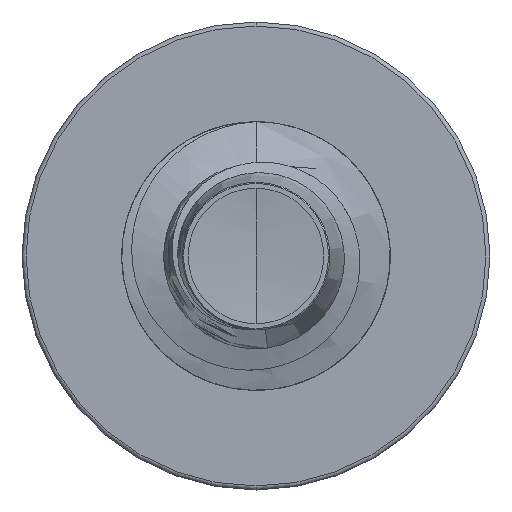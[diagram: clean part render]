
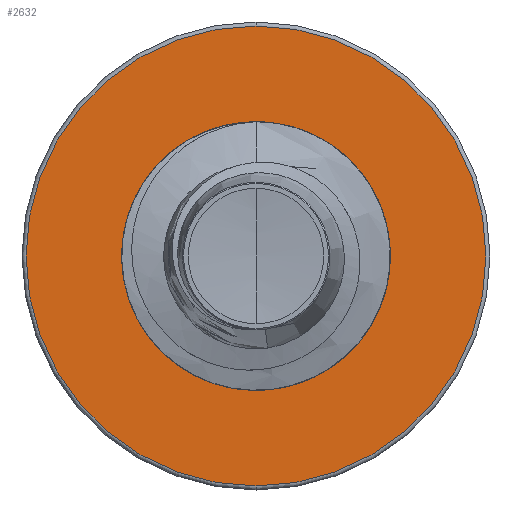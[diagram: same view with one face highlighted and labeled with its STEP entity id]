
A CAD part, front view. The second image highlights one B-rep face of the part: STEP entity #2632.
In plain terms, the highlighted planar face has unit normal (0, -1, 0).
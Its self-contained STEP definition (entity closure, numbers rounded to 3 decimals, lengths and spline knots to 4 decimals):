
#2632 = ADVANCED_FACE ( 'NONE', ( #18948, #15950 ), #11023, .F. ) ;
#3362 = ORIENTED_EDGE ( 'NONE', *, *, #24555, .T. ) ;
#3974 = VERTEX_POINT ( 'NONE', #9255 ) ;
#4524 = AXIS2_PLACEMENT_3D ( 'NONE', #12397, #24822, #14704 ) ;
#4850 = CARTESIAN_POINT ( 'NONE',  ( 0., 17.5, 0. ) ) ;
#4897 = VERTEX_POINT ( 'NONE', #8903 ) ;
#4969 = CARTESIAN_POINT ( 'NONE',  ( 0., 17.5, 0. ) ) ;
#5767 = ORIENTED_EDGE ( 'NONE', *, *, #24188, .T. ) ;
#5955 = AXIS2_PLACEMENT_3D ( 'NONE', #4969, #20860, #7917 ) ;
#6510 = EDGE_LOOP ( 'NONE', ( #5767, #3362 ) ) ;
#7713 = AXIS2_PLACEMENT_3D ( 'NONE', #4850, #20800, #7811 ) ;
#7811 = DIRECTION ( 'NONE',  ( 0., 0., 1. ) ) ;
#7917 = DIRECTION ( 'NONE',  ( 0., 0., 1. ) ) ;
#8301 = AXIS2_PLACEMENT_3D ( 'NONE', #24538, #14247, #25820 ) ;
#8903 = CARTESIAN_POINT ( 'NONE',  ( 0., 17.5, -2.9975 ) ) ;
#9255 = CARTESIAN_POINT ( 'NONE',  ( 0., 17.5, -1.7224 ) ) ;
#10994 = DIRECTION ( 'NONE',  ( 0., 0., 1. ) ) ;
#11023 = PLANE ( 'NONE',  #22453 ) ;
#11138 = DIRECTION ( 'NONE',  ( 0., 1., 0. ) ) ;
#11208 = CARTESIAN_POINT ( 'NONE',  ( 0., 17.5, -1.7224 ) ) ;
#12397 = CARTESIAN_POINT ( 'NONE',  ( 0., 17.5, 0. ) ) ;
#14247 = DIRECTION ( 'NONE',  ( 0., 1., 0. ) ) ;
#14571 = CIRCLE ( 'NONE', #8301, 2.9975 ) ;
#14699 = VERTEX_POINT ( 'NONE', #16422 ) ;
#14704 = DIRECTION ( 'NONE',  ( 0., 0., 1. ) ) ;
#15950 = FACE_BOUND ( 'NONE', #6510, .T. ) ;
#16422 = CARTESIAN_POINT ( 'NONE',  ( 0., 17.5, 1.7224 ) ) ;
#18365 = EDGE_LOOP ( 'NONE', ( #22935, #19317 ) ) ;
#18628 = CIRCLE ( 'NONE', #4524, 1.7224 ) ;
#18922 = VERTEX_POINT ( 'NONE', #20664 ) ;
#18948 = FACE_OUTER_BOUND ( 'NONE', #18365, .T. ) ;
#19317 = ORIENTED_EDGE ( 'NONE', *, *, #23105, .F. ) ;
#20664 = CARTESIAN_POINT ( 'NONE',  ( 0., 17.5, 2.9975 ) ) ;
#20800 = DIRECTION ( 'NONE',  ( 0., 1., 0. ) ) ;
#20860 = DIRECTION ( 'NONE',  ( 0., 1., 0. ) ) ;
#22387 = CIRCLE ( 'NONE', #7713, 2.9975 ) ;
#22453 = AXIS2_PLACEMENT_3D ( 'NONE', #11208, #11138, #10994 ) ;
#22935 = ORIENTED_EDGE ( 'NONE', *, *, #23264, .F. ) ;
#23105 = EDGE_CURVE ( 'NONE', #4897, #18922, #14571, .T. ) ;
#23264 = EDGE_CURVE ( 'NONE', #18922, #4897, #22387, .T. ) ;
#24188 = EDGE_CURVE ( 'NONE', #14699, #3974, #24657, .T. ) ;
#24538 = CARTESIAN_POINT ( 'NONE',  ( 0., 17.5, 0. ) ) ;
#24555 = EDGE_CURVE ( 'NONE', #3974, #14699, #18628, .T. ) ;
#24657 = CIRCLE ( 'NONE', #5955, 1.7224 ) ;
#24822 = DIRECTION ( 'NONE',  ( 0., 1., 0. ) ) ;
#25820 = DIRECTION ( 'NONE',  ( 0., 0., 1. ) ) ;
